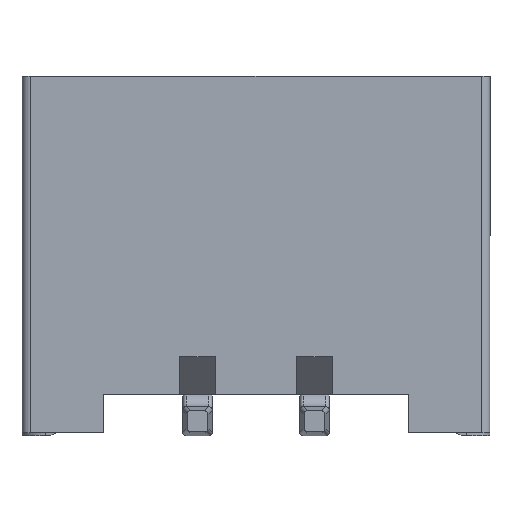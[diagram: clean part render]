
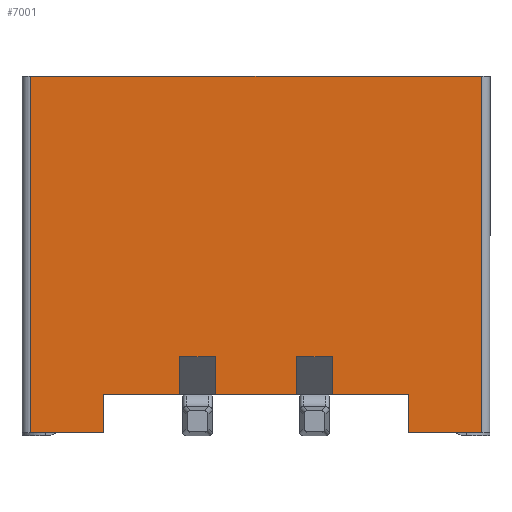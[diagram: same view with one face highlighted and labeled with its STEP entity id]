
A CAD part, front view. The second image highlights one B-rep face of the part: STEP entity #7001.
In plain terms, the highlighted planar face has unit normal (0, -1, 0).
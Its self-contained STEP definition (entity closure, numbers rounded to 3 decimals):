
#4 = LINE ( 'NONE', #4013, #21238 ) ;
#433 = VECTOR ( 'NONE', #7795, 1000. ) ;
#638 = ORIENTED_EDGE ( 'NONE', *, *, #18164, .T. ) ;
#852 = CARTESIAN_POINT ( 'NONE',  ( 4.85, -3.15, 0.05 ) ) ;
#896 = ORIENTED_EDGE ( 'NONE', *, *, #19204, .T. ) ;
#1043 = CARTESIAN_POINT ( 'NONE',  ( 2.3, -3.15, 1.35 ) ) ;
#1609 = CARTESIAN_POINT ( 'NONE',  ( 2.3, -3.15, 1.35 ) ) ;
#1868 = CARTESIAN_POINT ( 'NONE',  ( -3., -3.15, 6.15 ) ) ;
#1926 = LINE ( 'NONE', #17069, #16217 ) ;
#2332 = CARTESIAN_POINT ( 'NONE',  ( 2.3, -3.15, 0.7 ) ) ;
#2546 = CARTESIAN_POINT ( 'NONE',  ( 1.7, -3.15, 1.35 ) ) ;
#2733 = EDGE_CURVE ( 'NONE', #6391, #18325, #14170, .T. ) ;
#2737 = EDGE_CURVE ( 'NONE', #24409, #14867, #6668, .T. ) ;
#3271 = LINE ( 'NONE', #16665, #6468 ) ;
#3349 = VECTOR ( 'NONE', #11645, 1000. ) ;
#4013 = CARTESIAN_POINT ( 'NONE',  ( 3.6, -3.15, 0.7 ) ) ;
#4151 = ORIENTED_EDGE ( 'NONE', *, *, #15319, .T. ) ;
#4171 = CARTESIAN_POINT ( 'NONE',  ( -0.3, -3.15, 1.35 ) ) ;
#4214 = ORIENTED_EDGE ( 'NONE', *, *, #8442, .T. ) ;
#4605 = VERTEX_POINT ( 'NONE', #11307 ) ;
#4687 = DIRECTION ( 'NONE',  ( 1., 0., 0. ) ) ;
#4912 = CARTESIAN_POINT ( 'NONE',  ( -3., -3.15, 0.05 ) ) ;
#5044 = EDGE_CURVE ( 'NONE', #4605, #15493, #13746, .T. ) ;
#5057 = VERTEX_POINT ( 'NONE', #7502 ) ;
#5182 = ORIENTED_EDGE ( 'NONE', *, *, #15733, .T. ) ;
#5393 = DIRECTION ( 'NONE',  ( 0., 0., -1. ) ) ;
#5554 = CARTESIAN_POINT ( 'NONE',  ( 0.3, -3.15, 1.35 ) ) ;
#5803 = ORIENTED_EDGE ( 'NONE', *, *, #24525, .T. ) ;
#5830 = PLANE ( 'NONE',  #16664 ) ;
#5833 = VERTEX_POINT ( 'NONE', #13753 ) ;
#6031 = EDGE_LOOP ( 'NONE', ( #5803, #23756, #24674, #12507, #4214, #896, #5182, #21071, #20204, #23309, #6447, #14918, #638, #18066, #22245, #4151 ) ) ;
#6040 = CARTESIAN_POINT ( 'NONE',  ( 2.3, -3.15, 1.35 ) ) ;
#6385 = VERTEX_POINT ( 'NONE', #21798 ) ;
#6391 = VERTEX_POINT ( 'NONE', #2546 ) ;
#6447 = ORIENTED_EDGE ( 'NONE', *, *, #2737, .T. ) ;
#6457 = VECTOR ( 'NONE', #12167, 1000. ) ;
#6468 = VECTOR ( 'NONE', #5393, 1000. ) ;
#6614 = LINE ( 'NONE', #21336, #23301 ) ;
#6668 = LINE ( 'NONE', #4912, #6852 ) ;
#6852 = VECTOR ( 'NONE', #4687, 1000. ) ;
#6890 = VECTOR ( 'NONE', #16803, 1000. ) ;
#7001 = ADVANCED_FACE ( 'NONE', ( #19083 ), #5830, .F. ) ;
#7502 = CARTESIAN_POINT ( 'NONE',  ( 3.6, -3.15, 0.05 ) ) ;
#7795 = DIRECTION ( 'NONE',  ( 0., 0., -1. ) ) ;
#7889 = CARTESIAN_POINT ( 'NONE',  ( -1.6, -3.15, 0.7 ) ) ;
#8197 = EDGE_CURVE ( 'NONE', #4605, #24409, #21984, .T. ) ;
#8339 = DIRECTION ( 'NONE',  ( 1., 0., 0. ) ) ;
#8422 = DIRECTION ( 'NONE',  ( -1., 0., 0. ) ) ;
#8442 = EDGE_CURVE ( 'NONE', #17191, #5833, #6614, .T. ) ;
#8496 = CARTESIAN_POINT ( 'NONE',  ( -1.6, -3.15, 0.05 ) ) ;
#8646 = DIRECTION ( 'NONE',  ( 0., 0., -1. ) ) ;
#8810 = CARTESIAN_POINT ( 'NONE',  ( -1.6, -3.15, 0.7 ) ) ;
#8986 = CARTESIAN_POINT ( 'NONE',  ( -0.3, -3.15, 0.7 ) ) ;
#9213 = CARTESIAN_POINT ( 'NONE',  ( -2.85, -3.15, 0.05 ) ) ;
#9440 = DIRECTION ( 'NONE',  ( 0., 0., 1. ) ) ;
#9786 = VECTOR ( 'NONE', #8646, 1000. ) ;
#10329 = VECTOR ( 'NONE', #8339, 1000. ) ;
#11273 = CARTESIAN_POINT ( 'NONE',  ( 0.3, -3.15, 1.35 ) ) ;
#11307 = CARTESIAN_POINT ( 'NONE',  ( -2.85, -3.15, 6.15 ) ) ;
#11645 = DIRECTION ( 'NONE',  ( 1., 0., 0. ) ) ;
#12167 = DIRECTION ( 'NONE',  ( 0., 0., -1. ) ) ;
#12299 = VECTOR ( 'NONE', #13897, 1000. ) ;
#12507 = ORIENTED_EDGE ( 'NONE', *, *, #13199, .T. ) ;
#12838 = EDGE_CURVE ( 'NONE', #19037, #6391, #23905, .T. ) ;
#13199 = EDGE_CURVE ( 'NONE', #19037, #17191, #24470, .T. ) ;
#13746 = LINE ( 'NONE', #1868, #24127 ) ;
#13753 = CARTESIAN_POINT ( 'NONE',  ( 3.6, -3.15, 0.7 ) ) ;
#13769 = LINE ( 'NONE', #7889, #12299 ) ;
#13897 = DIRECTION ( 'NONE',  ( 0., 0., -1. ) ) ;
#14071 = CARTESIAN_POINT ( 'NONE',  ( -3., -3.15, 6.15 ) ) ;
#14147 = CARTESIAN_POINT ( 'NONE',  ( -2.85, -3.15, 6.15 ) ) ;
#14170 = LINE ( 'NONE', #17791, #6457 ) ;
#14867 = VERTEX_POINT ( 'NONE', #8496 ) ;
#14918 = ORIENTED_EDGE ( 'NONE', *, *, #24039, .F. ) ;
#15256 = DIRECTION ( 'NONE',  ( 0., 0., -1. ) ) ;
#15287 = LINE ( 'NONE', #5554, #17248 ) ;
#15319 = EDGE_CURVE ( 'NONE', #16680, #17277, #19185, .T. ) ;
#15493 = VERTEX_POINT ( 'NONE', #24151 ) ;
#15733 = EDGE_CURVE ( 'NONE', #5057, #19515, #16889, .T. ) ;
#16217 = VECTOR ( 'NONE', #9440, 1000. ) ;
#16664 = AXIS2_PLACEMENT_3D ( 'NONE', #14071, #21545, #23671 ) ;
#16665 = CARTESIAN_POINT ( 'NONE',  ( -0.3, -3.15, 1.35 ) ) ;
#16667 = VECTOR ( 'NONE', #24603, 1000. ) ;
#16680 = VERTEX_POINT ( 'NONE', #11273 ) ;
#16803 = DIRECTION ( 'NONE',  ( 1., 0., 0. ) ) ;
#16889 = LINE ( 'NONE', #19012, #3349 ) ;
#17069 = CARTESIAN_POINT ( 'NONE',  ( 4.85, -3.15, 6.15 ) ) ;
#17191 = VERTEX_POINT ( 'NONE', #2332 ) ;
#17248 = VECTOR ( 'NONE', #23134, 1000. ) ;
#17277 = VERTEX_POINT ( 'NONE', #24195 ) ;
#17791 = CARTESIAN_POINT ( 'NONE',  ( 1.7, -3.15, 1.35 ) ) ;
#17853 = LINE ( 'NONE', #19717, #10329 ) ;
#18066 = ORIENTED_EDGE ( 'NONE', *, *, #19560, .F. ) ;
#18164 = EDGE_CURVE ( 'NONE', #6385, #18691, #22034, .T. ) ;
#18325 = VERTEX_POINT ( 'NONE', #23520 ) ;
#18691 = VERTEX_POINT ( 'NONE', #8986 ) ;
#19012 = CARTESIAN_POINT ( 'NONE',  ( -3., -3.15, 0.05 ) ) ;
#19037 = VERTEX_POINT ( 'NONE', #6040 ) ;
#19049 = EDGE_CURVE ( 'NONE', #16680, #22871, #15287, .T. ) ;
#19083 = FACE_OUTER_BOUND ( 'NONE', #6031, .T. ) ;
#19185 = LINE ( 'NONE', #21158, #433 ) ;
#19204 = EDGE_CURVE ( 'NONE', #5833, #5057, #4, .T. ) ;
#19506 = DIRECTION ( 'NONE',  ( 1., 0., 0. ) ) ;
#19515 = VERTEX_POINT ( 'NONE', #852 ) ;
#19560 = EDGE_CURVE ( 'NONE', #22871, #18691, #3271, .T. ) ;
#19717 = CARTESIAN_POINT ( 'NONE',  ( -1.6, -3.15, 0.7 ) ) ;
#20204 = ORIENTED_EDGE ( 'NONE', *, *, #5044, .F. ) ;
#21071 = ORIENTED_EDGE ( 'NONE', *, *, #22071, .T. ) ;
#21158 = CARTESIAN_POINT ( 'NONE',  ( 0.3, -3.15, 1.35 ) ) ;
#21238 = VECTOR ( 'NONE', #15256, 1000. ) ;
#21336 = CARTESIAN_POINT ( 'NONE',  ( -1.6, -3.15, 0.7 ) ) ;
#21545 = DIRECTION ( 'NONE',  ( 0., 1., 0. ) ) ;
#21798 = CARTESIAN_POINT ( 'NONE',  ( -1.6, -3.15, 0.7 ) ) ;
#21984 = LINE ( 'NONE', #14147, #9786 ) ;
#22034 = LINE ( 'NONE', #8810, #6890 ) ;
#22071 = EDGE_CURVE ( 'NONE', #19515, #15493, #1926, .T. ) ;
#22245 = ORIENTED_EDGE ( 'NONE', *, *, #19049, .F. ) ;
#22594 = VECTOR ( 'NONE', #8422, 1000. ) ;
#22871 = VERTEX_POINT ( 'NONE', #4171 ) ;
#23134 = DIRECTION ( 'NONE',  ( -1., 0., 0. ) ) ;
#23301 = VECTOR ( 'NONE', #23329, 1000. ) ;
#23309 = ORIENTED_EDGE ( 'NONE', *, *, #8197, .T. ) ;
#23329 = DIRECTION ( 'NONE',  ( 1., 0., 0. ) ) ;
#23520 = CARTESIAN_POINT ( 'NONE',  ( 1.7, -3.15, 0.7 ) ) ;
#23671 = DIRECTION ( 'NONE',  ( 0., 0., 1. ) ) ;
#23756 = ORIENTED_EDGE ( 'NONE', *, *, #2733, .F. ) ;
#23905 = LINE ( 'NONE', #1043, #22594 ) ;
#24039 = EDGE_CURVE ( 'NONE', #6385, #14867, #13769, .T. ) ;
#24127 = VECTOR ( 'NONE', #19506, 1000. ) ;
#24151 = CARTESIAN_POINT ( 'NONE',  ( 4.85, -3.15, 6.15 ) ) ;
#24195 = CARTESIAN_POINT ( 'NONE',  ( 0.3, -3.15, 0.7 ) ) ;
#24409 = VERTEX_POINT ( 'NONE', #9213 ) ;
#24470 = LINE ( 'NONE', #1609, #16667 ) ;
#24525 = EDGE_CURVE ( 'NONE', #17277, #18325, #17853, .T. ) ;
#24603 = DIRECTION ( 'NONE',  ( 0., 0., -1. ) ) ;
#24674 = ORIENTED_EDGE ( 'NONE', *, *, #12838, .F. ) ;
